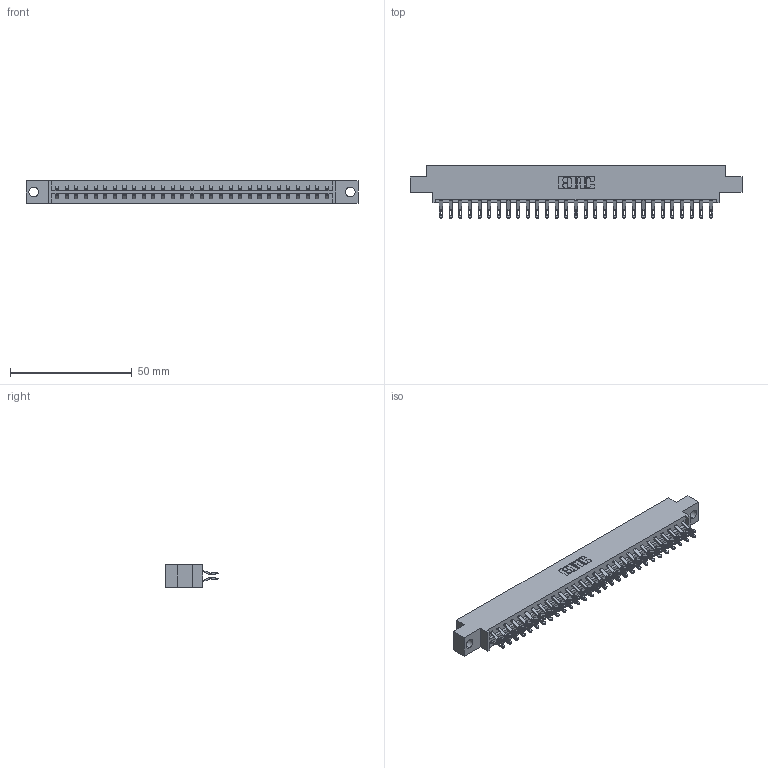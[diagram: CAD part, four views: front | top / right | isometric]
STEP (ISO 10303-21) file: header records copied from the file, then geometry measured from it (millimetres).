
FILE_DESCRIPTION (( 'STEP AP203' ), '1' );
FILE_NAME ('333-058-555-804.STEP', '2018-08-04T06:19:52', ( '' ), ( '' ), 'SwSTEP 2.0', 'SolidWorks 2016', '' );
FILE_SCHEMA (( 'CONFIG_CONTROL_DESIGN' ));
Length unit declared in the file: inch
Products named in the file (3): 333 Part_Offset - .156 Dia - TH; 345-292-001_555 Tail; 333-058-555-804
Assembly tree (59 placements, depth 2):
  333-058-555-804
    333 Part_Offset - .156 Dia - TH
    345-292-001_555 Tail  x58
Bounding box: 136.45 x 21.47 x 9.4 mm (x, y, z)
Volume: 13661.7 mm3; surface area: 16661.2 mm2
Topology: 59 solids, 59 shells, 3482 faces, 10937 edges, 7290 vertices
Faces by surface type: plane 2046, cylinder 1436
Entity records: 20799 total; most frequent: CARTESIAN_POINT 3500, ORIENTED_EDGE 3406, DIRECTION 2983, EDGE_CURVE 1703, VECTOR 1555, LINE 1555, VERTEX_POINT 1134, AXIS2_PLACEMENT_3D 714
